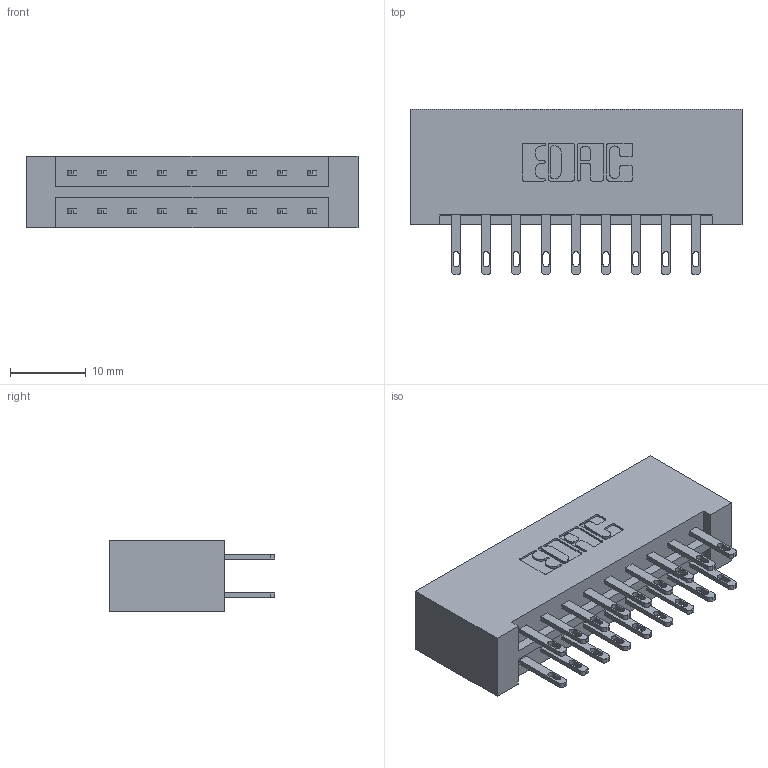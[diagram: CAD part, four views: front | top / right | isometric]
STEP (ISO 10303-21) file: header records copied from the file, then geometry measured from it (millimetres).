
FILE_DESCRIPTION (( 'STEP AP203' ), '1' );
FILE_NAME ('833-018-500-201.STEP', '2020-05-31T20:43:21', ( '' ), ( '' ), 'SwSTEP 2.0', 'SolidWorks 2020', '' );
FILE_SCHEMA (( 'CONFIG_CONTROL_DESIGN' ));
Length unit declared in the file: inch
Products named in the file (3): 833 Part_Lugless; 345-292-001_345-293-100; 833-018-500-201
Assembly tree (19 placements, depth 2):
  833-018-500-201
    833 Part_Lugless
    345-292-001_345-293-100  x18
Bounding box: 43.92 x 21.85 x 9.4 mm (x, y, z)
Volume: 4862.3 mm3; surface area: 5616.2 mm2
Topology: 19 solids, 19 shells, 970 faces, 2933 edges, 1954 vertices
Faces by surface type: plane 606, cylinder 364
Entity records: 9711 total; most frequent: CARTESIAN_POINT 1646, ORIENTED_EDGE 1582, DIRECTION 1459, EDGE_CURVE 791, LINE 667, VECTOR 667, VERTEX_POINT 526, AXIS2_PLACEMENT_3D 396
